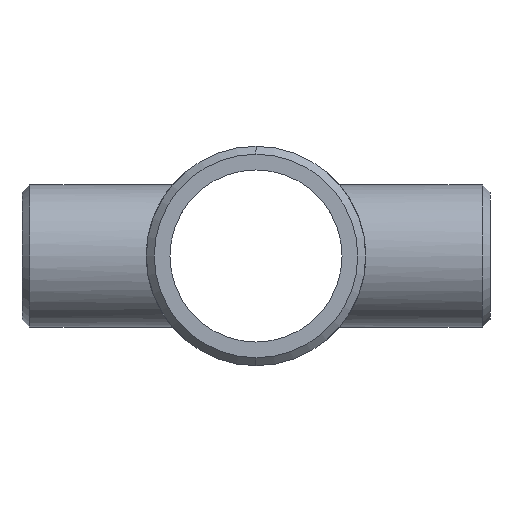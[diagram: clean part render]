
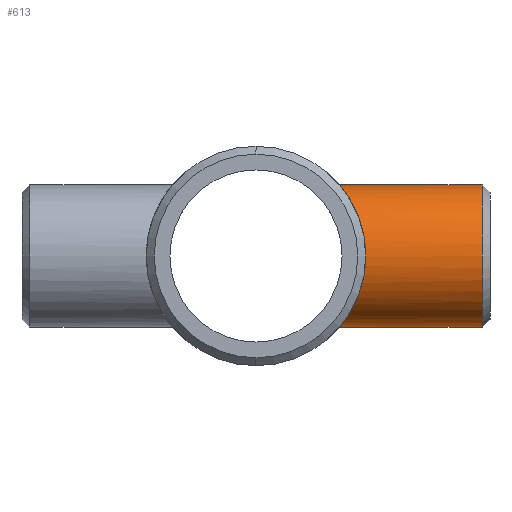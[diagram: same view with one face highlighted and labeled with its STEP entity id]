
A CAD part, left-side view. The second image highlights one B-rep face of the part: STEP entity #613.
In plain terms, the highlighted cylindrical face has radius 8.636 mm (diameter 17.272 mm), a partial arc.
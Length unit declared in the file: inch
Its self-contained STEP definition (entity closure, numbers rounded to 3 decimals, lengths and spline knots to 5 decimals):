
#11 = CARTESIAN_POINT ( 'NONE',  ( 0., -0.40003, -0.34 ) ) ;
#41 = CARTESIAN_POINT ( 'NONE',  ( 0., -0.40003, -0.34 ) ) ;
#54 = CARTESIAN_POINT ( 'NONE',  ( -0.30845, -0.50513, 0.14347 ) ) ;
#60 = CARTESIAN_POINT ( 'NONE',  ( -0.09016, -0.40994, 0.32802 ) ) ;
#64 = CARTESIAN_POINT ( 'NONE',  ( -0.34001, -0.52501, -0.01102 ) ) ;
#75 = ORIENTED_EDGE ( 'NONE', *, *, #136, .T. ) ;
#93 = ORIENTED_EDGE ( 'NONE', *, *, #460, .T. ) ;
#124 = CARTESIAN_POINT ( 'NONE',  ( -0.33999, -0.52499, 0.01182 ) ) ;
#127 = CARTESIAN_POINT ( 'NONE',  ( 0., -1.12, 0.34 ) ) ;
#129 = CARTESIAN_POINT ( 'NONE',  ( -0.30388, -0.50234, -0.15291 ) ) ;
#135 = CARTESIAN_POINT ( 'NONE',  ( -0.25518, -0.47431, 0.22573 ) ) ;
#136 = EDGE_CURVE ( 'NONE', #219, #384, #978, .T. ) ;
#143 = VERTEX_POINT ( 'NONE', #699 ) ;
#144 = CARTESIAN_POINT ( 'NONE',  ( -0.27533, -0.4856, -0.19977 ) ) ;
#154 = CIRCLE ( 'NONE', #988, 0.34 ) ;
#175 = FACE_OUTER_BOUND ( 'NONE', #653, .T. ) ;
#200 = LINE ( 'NONE', #127, #738 ) ;
#212 = DIRECTION ( 'NONE',  ( 0., 0., -1. ) ) ;
#215 = CARTESIAN_POINT ( 'NONE',  ( -0.33945, -0.52464, -0.02243 ) ) ;
#219 = VERTEX_POINT ( 'NONE', #461 ) ;
#220 = CARTESIAN_POINT ( 'NONE',  ( -0.26881, -0.48192, -0.20847 ) ) ;
#227 = CARTESIAN_POINT ( 'NONE',  ( -0.32163, -0.51324, 0.11252 ) ) ;
#232 = CARTESIAN_POINT ( 'NONE',  ( -0.11154, -0.41516, 0.32138 ) ) ;
#238 = VERTEX_POINT ( 'NONE', #824 ) ;
#273 = CARTESIAN_POINT ( 'NONE',  ( 0., -1.12, 0. ) ) ;
#282 = CARTESIAN_POINT ( 'NONE',  ( -0.07913, -0.40763, 0.33086 ) ) ;
#288 = CARTESIAN_POINT ( 'NONE',  ( -0.30354, -0.50214, 0.15357 ) ) ;
#295 = DIRECTION ( 'NONE',  ( 0., 1., 0. ) ) ;
#296 = CARTESIAN_POINT ( 'NONE',  ( -0.22458, -0.45857, -0.25619 ) ) ;
#302 = CARTESIAN_POINT ( 'NONE',  ( -0.02317, -0.40003, -0.34 ) ) ;
#341 = DIRECTION ( 'NONE',  ( 0., 1., 0. ) ) ;
#360 = CARTESIAN_POINT ( 'NONE',  ( 0., -0.40003, 0.34 ) ) ;
#373 = CARTESIAN_POINT ( 'NONE',  ( -0.17187, -0.43509, 0.29416 ) ) ;
#378 = CARTESIAN_POINT ( 'NONE',  ( -0.33705, -0.52309, 0.04615 ) ) ;
#384 = VERTEX_POINT ( 'NONE', #11 ) ;
#385 = CARTESIAN_POINT ( 'NONE',  ( -0.15274, -0.42777, -0.30456 ) ) ;
#391 = CARTESIAN_POINT ( 'NONE',  ( -0.17217, -0.43521, -0.29398 ) ) ;
#455 = EDGE_CURVE ( 'NONE', #143, #219, #200, .T. ) ;
#457 = CARTESIAN_POINT ( 'NONE',  ( -0.29329, -0.49601, -0.17235 ) ) ;
#460 = EDGE_CURVE ( 'NONE', #238, #143, #154, .T. ) ;
#461 = CARTESIAN_POINT ( 'NONE',  ( 0., -0.40003, 0.34 ) ) ;
#466 = CARTESIAN_POINT ( 'NONE',  ( -0.09091, -0.40963, -0.32842 ) ) ;
#487 = ORIENTED_EDGE ( 'NONE', *, *, #612, .F. ) ;
#511 = DIRECTION ( 'NONE',  ( 0., 1., 0. ) ) ;
#540 = CARTESIAN_POINT ( 'NONE',  ( -0.24756, -0.47039, -0.23331 ) ) ;
#545 = CARTESIAN_POINT ( 'NONE',  ( -0.28725, -0.49246, 0.18222 ) ) ;
#553 = VECTOR ( 'NONE', #341, 39.37008 ) ;
#612 = EDGE_CURVE ( 'NONE', #238, #384, #674, .T. ) ;
#613 = ADVANCED_FACE ( 'NONE', ( #175 ), #1001, .T. ) ;
#616 = CARTESIAN_POINT ( 'NONE',  ( -0.25493, -0.47432, -0.22523 ) ) ;
#621 = CARTESIAN_POINT ( 'NONE',  ( 0., -1.08233, 0. ) ) ;
#623 = CARTESIAN_POINT ( 'NONE',  ( -0.26895, -0.48193, 0.20913 ) ) ;
#642 = CARTESIAN_POINT ( 'NONE',  ( -0.11219, -0.41502, -0.32171 ) ) ;
#653 = EDGE_LOOP ( 'NONE', ( #93, #888, #75, #487 ) ) ;
#670 = AXIS2_PLACEMENT_3D ( 'NONE', #273, #511, #671 ) ;
#671 = DIRECTION ( 'NONE',  ( 0., 0., -1. ) ) ;
#674 = LINE ( 'NONE', #678, #553 ) ;
#678 = CARTESIAN_POINT ( 'NONE',  ( 0., -1.12, -0.34 ) ) ;
#688 = CARTESIAN_POINT ( 'NONE',  ( -0.04567, -0.40203, 0.33769 ) ) ;
#699 = CARTESIAN_POINT ( 'NONE',  ( 0., -1.08233, 0.34 ) ) ;
#706 = CARTESIAN_POINT ( 'NONE',  ( -0.33543, -0.52205, -0.0567 ) ) ;
#715 = DIRECTION ( 'NONE',  ( 0., 1., 0. ) ) ;
#717 = CARTESIAN_POINT ( 'NONE',  ( -0.33528, -0.52195, 0.0576 ) ) ;
#722 = CARTESIAN_POINT ( 'NONE',  ( -0.3394, -0.52461, 0.02326 ) ) ;
#738 = VECTOR ( 'NONE', #295, 39.37008 ) ;
#784 = CARTESIAN_POINT ( 'NONE',  ( -0.04605, -0.40207, -0.33764 ) ) ;
#796 = CARTESIAN_POINT ( 'NONE',  ( -0.20772, -0.45046, 0.27003 ) ) ;
#807 = CARTESIAN_POINT ( 'NONE',  ( -0.20801, -0.45059, -0.26981 ) ) ;
#824 = CARTESIAN_POINT ( 'NONE',  ( 0., -1.08233, -0.34 ) ) ;
#867 = CARTESIAN_POINT ( 'NONE',  ( -0.32837, -0.51753, 0.09107 ) ) ;
#871 = CARTESIAN_POINT ( 'NONE',  ( -0.32187, -0.5134, -0.11182 ) ) ;
#876 = CARTESIAN_POINT ( 'NONE',  ( -0.28758, -0.49265, -0.18171 ) ) ;
#888 = ORIENTED_EDGE ( 'NONE', *, *, #455, .T. ) ;
#889 = CARTESIAN_POINT ( 'NONE',  ( -0.32858, -0.51766, -0.09033 ) ) ;
#957 = CARTESIAN_POINT ( 'NONE',  ( -0.12195, -0.4181, 0.31757 ) ) ;
#963 = CARTESIAN_POINT ( 'NONE',  ( -0.22437, -0.45847, 0.25638 ) ) ;
#970 = CARTESIAN_POINT ( 'NONE',  ( -0.29296, -0.49581, 0.17291 ) ) ;
#978 = B_SPLINE_CURVE_WITH_KNOTS ( 'NONE', 3,
 ( #360, #1031, #688, #282, #60, #232, #957, #1057, #373, #796, #963, #135, #623, #545, #970, #288, #54, #227, #867, #717, #378, #722, #124, #64, #215, #1053, #706, #889, #871, #1043, #129, #457, #876, #144, #220, #616, #540, #296, #807, #391, #385, #642, #466, #784, #302, #41 ),
 .UNSPECIFIED., .F., .F.,
 ( 4, 2, 2, 2, 2, 2, 2, 2, 2, 2, 2, 2, 2, 2, 2, 2, 2, 2, 2, 2, 2, 2, 4 ),
 ( 0.02783, 0.02957, 0.03043, 0.0313, 0.03303, 0.03477, 0.0365, 0.03737, 0.03824, 0.03997, 0.04084, 0.04171, 0.04257, 0.04344, 0.04517, 0.04604, 0.04691, 0.04778, 0.04864, 0.05038, 0.05211, 0.05385, 0.05558 ),
 .UNSPECIFIED. ) ;
#988 = AXIS2_PLACEMENT_3D ( 'NONE', #621, #715, #212 ) ;
#1001 = CYLINDRICAL_SURFACE ( 'NONE', #670, 0.34 ) ;
#1031 = CARTESIAN_POINT ( 'NONE',  ( -0.02302, -0.40003, 0.34 ) ) ;
#1043 = CARTESIAN_POINT ( 'NONE',  ( -0.30877, -0.50532, -0.14278 ) ) ;
#1053 = CARTESIAN_POINT ( 'NONE',  ( -0.33717, -0.52317, -0.04523 ) ) ;
#1057 = CARTESIAN_POINT ( 'NONE',  ( -0.15246, -0.42766, 0.3047 ) ) ;
